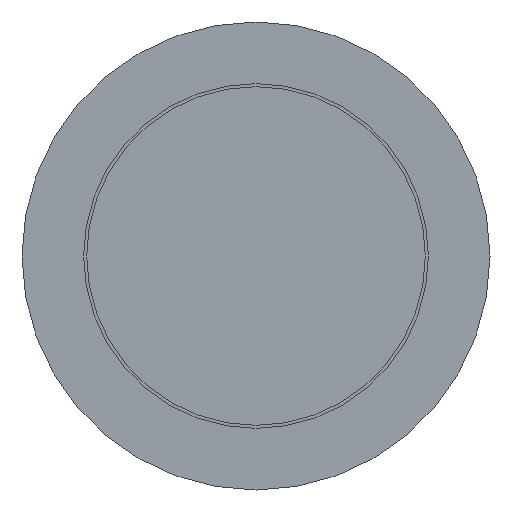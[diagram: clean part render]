
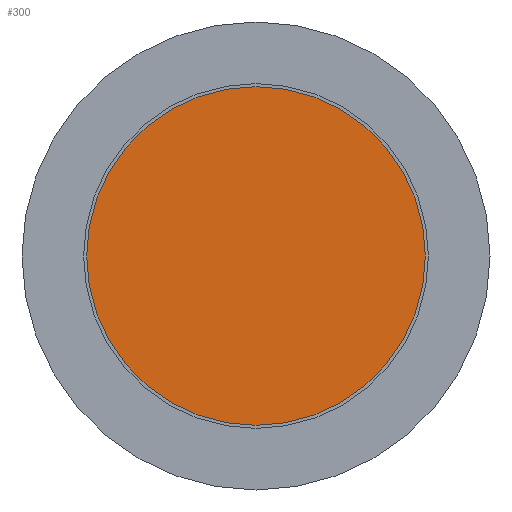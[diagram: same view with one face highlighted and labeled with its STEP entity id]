
A CAD part, front view. The second image highlights one B-rep face of the part: STEP entity #300.
In plain terms, the highlighted planar face has unit normal (0, -1, 0).
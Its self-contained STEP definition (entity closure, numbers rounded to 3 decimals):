
#16 = CIRCLE ( 'NONE', #106, 13.75 ) ;
#18 = CARTESIAN_POINT ( 'NONE',  ( -13.75, 0., 0. ) ) ;
#19 = EDGE_LOOP ( 'NONE', ( #538 ) ) ;
#20 = DIRECTION ( 'NONE',  ( 0., 1., 0. ) ) ;
#34 = DIRECTION ( 'NONE',  ( 0., 0., -1. ) ) ;
#106 = AXIS2_PLACEMENT_3D ( 'NONE', #242, #506, #34 ) ;
#232 = PLANE ( 'NONE',  #473 ) ;
#242 = CARTESIAN_POINT ( 'NONE',  ( 0., 0., 0. ) ) ;
#251 = VERTEX_POINT ( 'NONE', #380 ) ;
#272 = FACE_OUTER_BOUND ( 'NONE', #19, .T. ) ;
#300 = ADVANCED_FACE ( 'NONE', ( #272 ), #232, .F. ) ;
#380 = CARTESIAN_POINT ( 'NONE',  ( 0., 0., -13.75 ) ) ;
#450 = DIRECTION ( 'NONE',  ( 0., 0., 1. ) ) ;
#473 = AXIS2_PLACEMENT_3D ( 'NONE', #18, #20, #450 ) ;
#506 = DIRECTION ( 'NONE',  ( 0., -1., 0. ) ) ;
#510 = EDGE_CURVE ( 'NONE', #251, #251, #16, .T. ) ;
#538 = ORIENTED_EDGE ( 'NONE', *, *, #510, .T. ) ;
